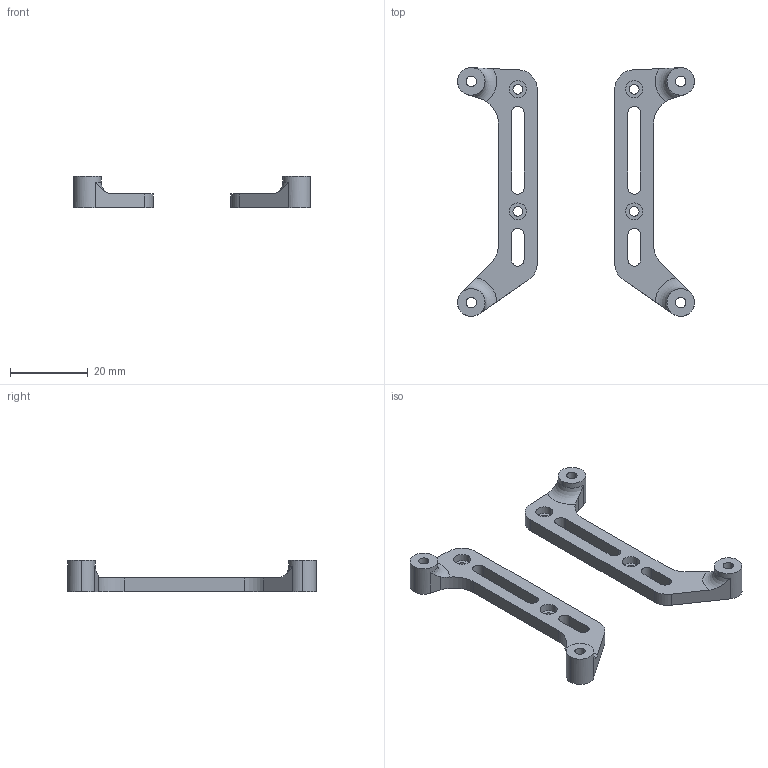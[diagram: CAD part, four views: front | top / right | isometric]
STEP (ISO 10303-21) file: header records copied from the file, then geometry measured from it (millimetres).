
FILE_DESCRIPTION (( 'STEP AP214' ), '1' );
FILE_NAME ('FLY_D5盓殤.STEP', '2023-09-26T07:03:09', ( '' ), ( '' ), 'SwSTEP 2.0', 'SolidWorks 2022', '' );
FILE_SCHEMA (( 'AUTOMOTIVE_DESIGN' ));
Length unit declared in the file: millimetre
Products named in the file (1): FLY_D5支架
Bounding box: 61.1 x 64.1 x 8 mm (x, y, z)
Volume: 4878.8 mm3; surface area: 4908.8 mm2
Topology: 2 solids, 2 shells, 84 faces, 228 edges, 152 vertices
Faces by surface type: cylinder 48, plane 32, torus 4
Entity records: 2845 total; most frequent: CARTESIAN_POINT 539, DIRECTION 496, ORIENTED_EDGE 456, EDGE_CURVE 228, AXIS2_PLACEMENT_3D 193, VERTEX_POINT 152, EDGE_LOOP 112, LINE 110
